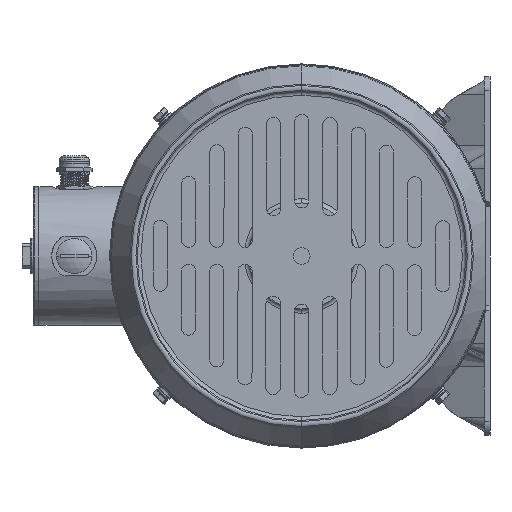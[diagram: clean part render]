
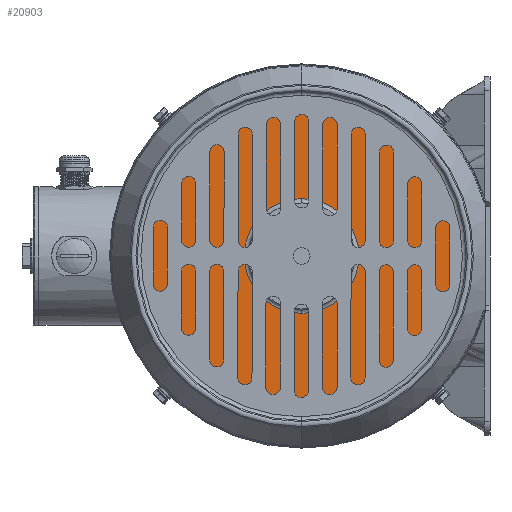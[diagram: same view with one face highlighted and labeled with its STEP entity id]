
A CAD part, left-side view. The second image highlights one B-rep face of the part: STEP entity #20903.
In plain terms, the highlighted planar face has unit normal (-1, 0, 0).
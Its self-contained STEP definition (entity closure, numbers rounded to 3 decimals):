
#387 = ORIENTED_EDGE ( 'NONE', *, *, #25593, .T. ) ;
#734 = AXIS2_PLACEMENT_3D ( 'NONE', #13800, #42711, #17933 ) ;
#826 = EDGE_LOOP ( 'NONE', ( #387, #31263 ) ) ;
#1041 = DIRECTION ( 'NONE',  ( 1., 0., 0. ) ) ;
#1868 = DIRECTION ( 'NONE',  ( -1., 0., 0. ) ) ;
#2509 = VERTEX_POINT ( 'NONE', #44810 ) ;
#3365 = VERTEX_POINT ( 'NONE', #14937 ) ;
#3974 = CARTESIAN_POINT ( 'NONE',  ( 0.001, 40.58, 0. ) ) ;
#4285 = EDGE_LOOP ( 'NONE', ( #7904, #48450 ) ) ;
#5048 = FACE_BOUND ( 'NONE', #49366, .T. ) ;
#5141 = CARTESIAN_POINT ( 'NONE',  ( 0.001, -6., -118. ) ) ;
#5920 = DIRECTION ( 'NONE',  ( 1., 0., 0. ) ) ;
#6862 = CARTESIAN_POINT ( 'NONE',  ( 0.001, 6., -118. ) ) ;
#7904 = ORIENTED_EDGE ( 'NONE', *, *, #48605, .F. ) ;
#8148 = DIRECTION ( 'NONE',  ( 0., 0., -1. ) ) ;
#8904 = CARTESIAN_POINT ( 'NONE',  ( 0.001, 0., 40.58 ) ) ;
#9051 = AXIS2_PLACEMENT_3D ( 'NONE', #35124, #10293, #39277 ) ;
#9107 = AXIS2_PLACEMENT_3D ( 'NONE', #39355, #14578, #43504 ) ;
#9209 = EDGE_CURVE ( 'NONE', #20722, #12946, #23297, .T. ) ;
#9357 = EDGE_CURVE ( 'NONE', #2509, #41079, #9732, .T. ) ;
#9410 = ORIENTED_EDGE ( 'NONE', *, *, #40331, .T. ) ;
#9732 = CIRCLE ( 'NONE', #29074, 6. ) ;
#10293 = DIRECTION ( 'NONE',  ( 1., 0., 0. ) ) ;
#11374 = EDGE_LOOP ( 'NONE', ( #19120, #46649 ) ) ;
#11386 = ORIENTED_EDGE ( 'NONE', *, *, #18055, .T. ) ;
#11822 = VERTEX_POINT ( 'NONE', #45971 ) ;
#12379 = ORIENTED_EDGE ( 'NONE', *, *, #19009, .T. ) ;
#12420 = CIRCLE ( 'NONE', #38664, 128. ) ;
#12514 = EDGE_CURVE ( 'NONE', #12946, #20722, #19119, .T. ) ;
#12946 = VERTEX_POINT ( 'NONE', #5141 ) ;
#13034 = DIRECTION ( 'NONE',  ( -1., 0., 0. ) ) ;
#13800 = CARTESIAN_POINT ( 'NONE',  ( 0.001, -118., 0. ) ) ;
#14578 = DIRECTION ( 'NONE',  ( 1., 0., 0. ) ) ;
#14632 = AXIS2_PLACEMENT_3D ( 'NONE', #25790, #1041, #29975 ) ;
#14937 = CARTESIAN_POINT ( 'NONE',  ( 0.001, 118., -6. ) ) ;
#15147 = EDGE_CURVE ( 'NONE', #3365, #11822, #26817, .T. ) ;
#15209 = AXIS2_PLACEMENT_3D ( 'NONE', #47697, #22926, #51842 ) ;
#15588 = DIRECTION ( 'NONE',  ( -1., 0., 0. ) ) ;
#15706 = CARTESIAN_POINT ( 'NONE',  ( 0.001, 118., 0. ) ) ;
#16064 = FACE_BOUND ( 'NONE', #826, .T. ) ;
#16853 = VERTEX_POINT ( 'NONE', #34195 ) ;
#16856 = EDGE_LOOP ( 'NONE', ( #22596, #11386 ) ) ;
#17364 = FACE_BOUND ( 'NONE', #11374, .T. ) ;
#17933 = DIRECTION ( 'NONE',  ( 0., 0., 1. ) ) ;
#18055 = EDGE_CURVE ( 'NONE', #28549, #16853, #12420, .T. ) ;
#19009 = EDGE_CURVE ( 'NONE', #11822, #3365, #42103, .T. ) ;
#19119 = CIRCLE ( 'NONE', #23131, 6. ) ;
#19120 = ORIENTED_EDGE ( 'NONE', *, *, #9209, .T. ) ;
#19765 = CIRCLE ( 'NONE', #28637, 40.58 ) ;
#19847 = DIRECTION ( 'NONE',  ( 0., 0., -1. ) ) ;
#20722 = VERTEX_POINT ( 'NONE', #6862 ) ;
#20903 = ADVANCED_FACE ( 'NONE', ( #16064, #36787, #47726, #5048, #17364, #27031 ), #53489, .F. ) ;
#21546 = ORIENTED_EDGE ( 'NONE', *, *, #9357, .T. ) ;
#22330 = EDGE_LOOP ( 'NONE', ( #21546, #9410 ) ) ;
#22596 = ORIENTED_EDGE ( 'NONE', *, *, #47658, .T. ) ;
#22926 = DIRECTION ( 'NONE',  ( 1., 0., 0. ) ) ;
#23131 = AXIS2_PLACEMENT_3D ( 'NONE', #30716, #5920, #34863 ) ;
#23297 = CIRCLE ( 'NONE', #15209, 6. ) ;
#23451 = CARTESIAN_POINT ( 'NONE',  ( 0.001, 0., 118. ) ) ;
#23640 = CIRCLE ( 'NONE', #9051, 6. ) ;
#23757 = CARTESIAN_POINT ( 'NONE',  ( 0.001, 0., 0. ) ) ;
#25593 = EDGE_CURVE ( 'NONE', #36337, #37419, #43882, .T. ) ;
#25790 = CARTESIAN_POINT ( 'NONE',  ( 0.001, -118., 0. ) ) ;
#26639 = CARTESIAN_POINT ( 'NONE',  ( 0.001, 0., 0. ) ) ;
#26817 = CIRCLE ( 'NONE', #9107, 6. ) ;
#27031 = FACE_BOUND ( 'NONE', #22330, .T. ) ;
#27610 = DIRECTION ( 'NONE',  ( 0., 1., 0. ) ) ;
#27942 = DIRECTION ( 'NONE',  ( 0., 0., 1. ) ) ;
#28164 = CIRCLE ( 'NONE', #45274, 40.58 ) ;
#28549 = VERTEX_POINT ( 'NONE', #51257 ) ;
#28637 = AXIS2_PLACEMENT_3D ( 'NONE', #40389, #15588, #44511 ) ;
#29074 = AXIS2_PLACEMENT_3D ( 'NONE', #23451, #52346, #27610 ) ;
#29975 = DIRECTION ( 'NONE',  ( 0., 0., 1. ) ) ;
#30716 = CARTESIAN_POINT ( 'NONE',  ( 0.001, 0., -118. ) ) ;
#30816 = DIRECTION ( 'NONE',  ( 0., 0., 1. ) ) ;
#31263 = ORIENTED_EDGE ( 'NONE', *, *, #40160, .T. ) ;
#34195 = CARTESIAN_POINT ( 'NONE',  ( 0.001, 0., 128. ) ) ;
#34863 = DIRECTION ( 'NONE',  ( 0., -1., 0. ) ) ;
#35124 = CARTESIAN_POINT ( 'NONE',  ( 0.001, 0., 118. ) ) ;
#36337 = VERTEX_POINT ( 'NONE', #48588 ) ;
#36787 = FACE_OUTER_BOUND ( 'NONE', #16856, .T. ) ;
#37297 = AXIS2_PLACEMENT_3D ( 'NONE', #23757, #52686, #27942 ) ;
#37419 = VERTEX_POINT ( 'NONE', #41711 ) ;
#37843 = CARTESIAN_POINT ( 'NONE',  ( 0.001, 0., 0. ) ) ;
#38357 = AXIS2_PLACEMENT_3D ( 'NONE', #15706, #44619, #19847 ) ;
#38664 = AXIS2_PLACEMENT_3D ( 'NONE', #26639, #1868, #30816 ) ;
#39277 = DIRECTION ( 'NONE',  ( 0., 1., 0. ) ) ;
#39355 = CARTESIAN_POINT ( 'NONE',  ( 0.001, 118., 0. ) ) ;
#39470 = VERTEX_POINT ( 'NONE', #8904 ) ;
#39616 = CARTESIAN_POINT ( 'NONE',  ( 0.001, 0., -40.58 ) ) ;
#39869 = CIRCLE ( 'NONE', #734, 6. ) ;
#40160 = EDGE_CURVE ( 'NONE', #37419, #36337, #39869, .T. ) ;
#40211 = CARTESIAN_POINT ( 'NONE',  ( 0.001, 6., 118. ) ) ;
#40331 = EDGE_CURVE ( 'NONE', #41079, #2509, #23640, .T. ) ;
#40389 = CARTESIAN_POINT ( 'NONE',  ( 0.001, 0., 0. ) ) ;
#41079 = VERTEX_POINT ( 'NONE', #40211 ) ;
#41711 = CARTESIAN_POINT ( 'NONE',  ( 0.001, -118., 6. ) ) ;
#41968 = DIRECTION ( 'NONE',  ( 0., 0., 1. ) ) ;
#42103 = CIRCLE ( 'NONE', #38357, 6. ) ;
#42504 = CIRCLE ( 'NONE', #37297, 128. ) ;
#42711 = DIRECTION ( 'NONE',  ( 1., 0., 0. ) ) ;
#43504 = DIRECTION ( 'NONE',  ( 0., 0., -1. ) ) ;
#43882 = CIRCLE ( 'NONE', #14632, 6. ) ;
#44511 = DIRECTION ( 'NONE',  ( 0., 0., 1. ) ) ;
#44619 = DIRECTION ( 'NONE',  ( 1., 0., 0. ) ) ;
#44810 = CARTESIAN_POINT ( 'NONE',  ( 0.001, -6., 118. ) ) ;
#45274 = AXIS2_PLACEMENT_3D ( 'NONE', #37843, #13034, #41968 ) ;
#45971 = CARTESIAN_POINT ( 'NONE',  ( 0.001, 118., 6. ) ) ;
#46263 = VERTEX_POINT ( 'NONE', #39616 ) ;
#46649 = ORIENTED_EDGE ( 'NONE', *, *, #12514, .T. ) ;
#47658 = EDGE_CURVE ( 'NONE', #16853, #28549, #42504, .T. ) ;
#47697 = CARTESIAN_POINT ( 'NONE',  ( 0.001, 0., -118. ) ) ;
#47726 = FACE_BOUND ( 'NONE', #4285, .T. ) ;
#48450 = ORIENTED_EDGE ( 'NONE', *, *, #48454, .F. ) ;
#48454 = EDGE_CURVE ( 'NONE', #46263, #39470, #19765, .T. ) ;
#48588 = CARTESIAN_POINT ( 'NONE',  ( 0.001, -118., -6. ) ) ;
#48605 = EDGE_CURVE ( 'NONE', #39470, #46263, #28164, .T. ) ;
#49366 = EDGE_LOOP ( 'NONE', ( #12379, #49862 ) ) ;
#49862 = ORIENTED_EDGE ( 'NONE', *, *, #15147, .T. ) ;
#50489 = AXIS2_PLACEMENT_3D ( 'NONE', #3974, #53128, #8148 ) ;
#51257 = CARTESIAN_POINT ( 'NONE',  ( 0.001, 0., -128. ) ) ;
#51842 = DIRECTION ( 'NONE',  ( 0., -1., 0. ) ) ;
#52346 = DIRECTION ( 'NONE',  ( 1., 0., 0. ) ) ;
#52686 = DIRECTION ( 'NONE',  ( -1., 0., 0. ) ) ;
#53128 = DIRECTION ( 'NONE',  ( 1., 0., 0. ) ) ;
#53489 = PLANE ( 'NONE',  #50489 ) ;
